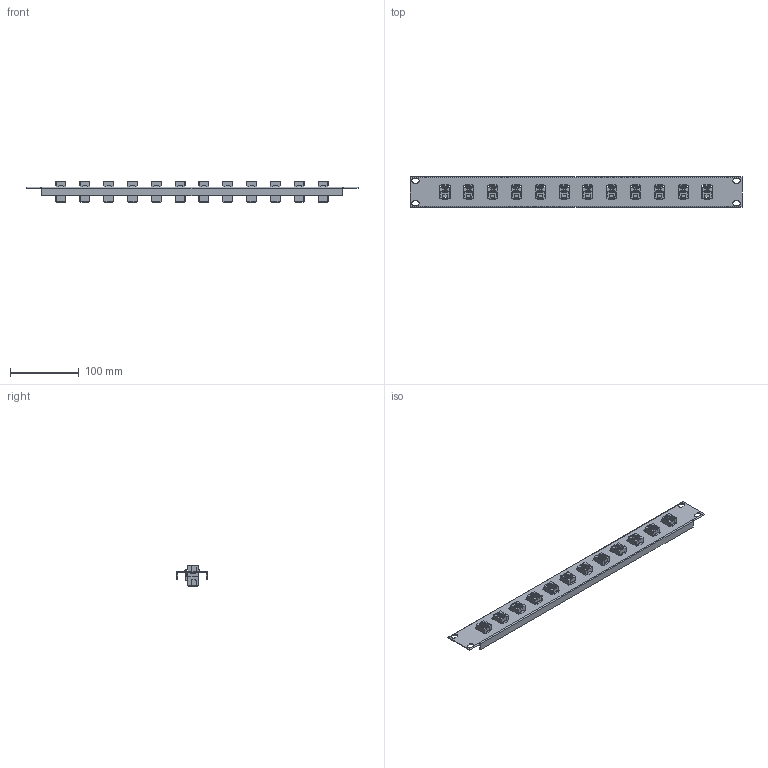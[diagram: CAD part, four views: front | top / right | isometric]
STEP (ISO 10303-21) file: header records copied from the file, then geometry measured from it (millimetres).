
FILE_DESCRIPTION (( 'STEP AP214' ), '1' );
FILE_NAME ('PR175B-C6A-12_3D.step', '2025-02-28T17:01:43', ( '' ), ( '' ), 'SwSTEP 2.0', 'SolidWorks 2022', '' );
FILE_SCHEMA (( 'AUTOMOTIVE_DESIGN' ));
Length unit declared in the file: inch
Products named in the file (3): PR175B-C6A-12_3D; TDG1026KC6A_no label; PR175B-12KS
Assembly tree (13 placements, depth 2):
  PR175B-C6A-12_3D
    PR175B-12KS
    TDG1026KC6A_no label  x12
Bounding box: 482.6 x 44.45 x 29.8 mm (x, y, z)
Volume: 102272.8 mm3; surface area: 103093.1 mm2
Topology: 13 solids, 13 shells, 3390 faces, 9212 edges, 6004 vertices
Faces by surface type: plane 2122, bspline 792, cylinder 404, sphere 48, torus 24
Entity records: 14335 total; most frequent: CARTESIAN_POINT 4655, ORIENTED_EDGE 2012, DIRECTION 1646, EDGE_CURVE 1006, VECTOR 760, LINE 760, VERTEX_POINT 658, EDGE_LOOP 444
